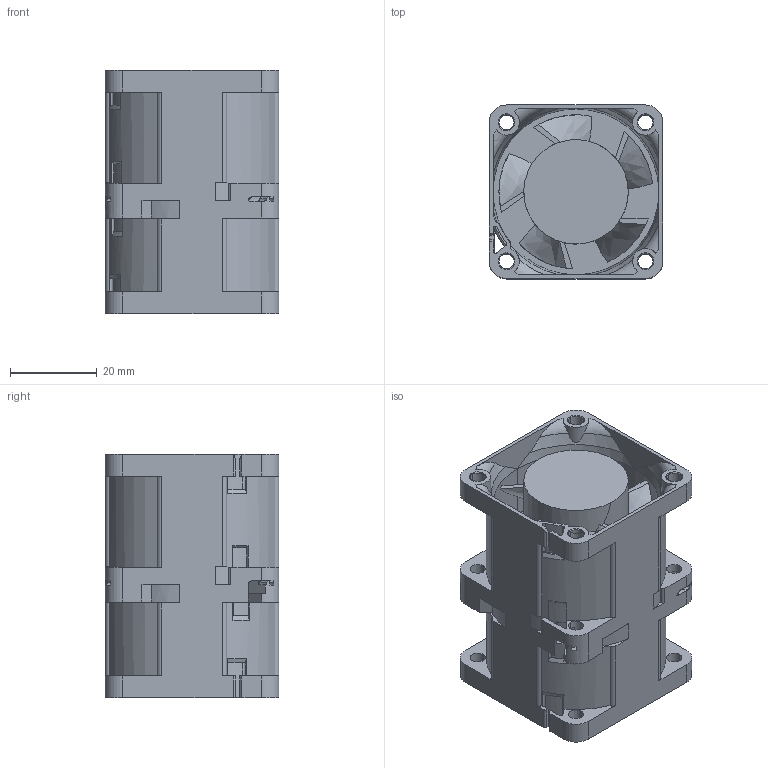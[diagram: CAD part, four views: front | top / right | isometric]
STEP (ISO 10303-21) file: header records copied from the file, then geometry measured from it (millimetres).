
FILE_DESCRIPTION((''),'2;1');
FILE_NAME('4056_W_IMP_ASM','2019-11-12T',('STEVEN.HUNG'),(''),'CREO PARAMETRIC BY PTC INC, 2015080','CREO PARAMETRIC BY PTC INC, 2015080','');
FILE_SCHEMA(('CONFIG_CONTROL_DESIGN'));
Length unit declared in the file: millimetre
Products named in the file (1): 4056_W_IMP_ASM
Bounding box: 40 x 40 x 56 mm (x, y, z)
Volume: 52042 mm3; surface area: 21265 mm2
Topology: 1 solids, 1 shells, 388 faces, 1195 edges, 814 vertices
Faces by surface type: plane 176, cylinder 131, torus 40, bspline 26, cone 14, revolution 1
Entity records: 17815 total; most frequent: CARTESIAN_POINT 7136, ORIENTED_EDGE 2390, DIRECTION 2116, EDGE_CURVE 1195, AXIS2_PLACEMENT_3D 816, VERTEX_POINT 814, VECTOR 483, LINE 483
